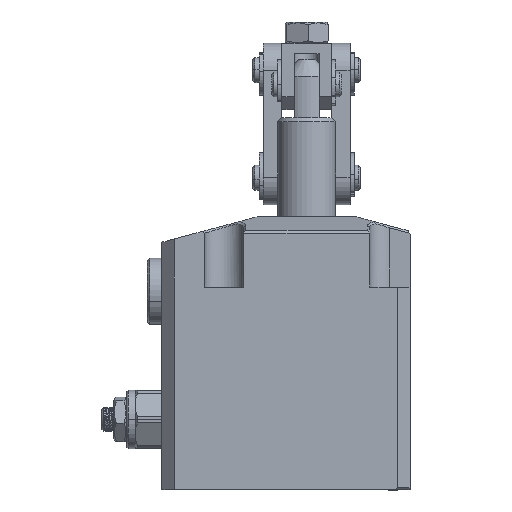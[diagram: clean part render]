
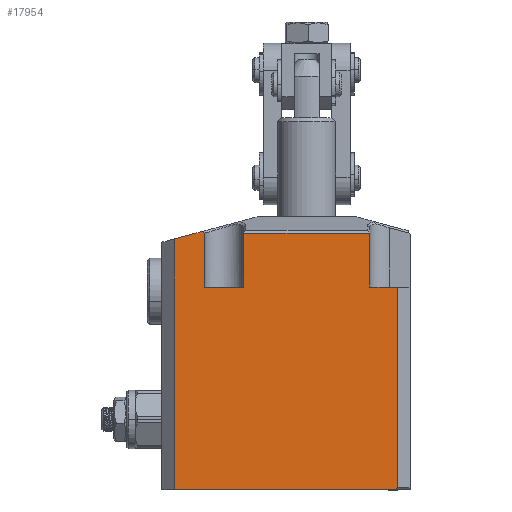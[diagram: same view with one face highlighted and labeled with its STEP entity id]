
A CAD part, top view. The second image highlights one B-rep face of the part: STEP entity #17954.
In plain terms, the highlighted planar face has unit normal (0, 0, 1).
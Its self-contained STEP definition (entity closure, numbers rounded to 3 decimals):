
#589 = EDGE_LOOP ( 'NONE', ( #754, #8303, #20563, #7158, #12765, #9645, #21068, #9744, #4815, #6404, #954, #8952, #18115, #15295 ) ) ;
#636 = EDGE_CURVE ( 'NONE', #17626, #6850, #20442, .T. ) ;
#692 = DIRECTION ( 'NONE',  ( 0., -1., 0. ) ) ;
#754 = ORIENTED_EDGE ( 'NONE', *, *, #11179, .T. ) ;
#954 = ORIENTED_EDGE ( 'NONE', *, *, #15221, .T. ) ;
#1633 = DIRECTION ( 'NONE',  ( 0.816, 0.577, 0. ) ) ;
#1776 = VECTOR ( 'NONE', #5841, 1000. ) ;
#2657 = VECTOR ( 'NONE', #11554, 1000. ) ;
#2734 = CARTESIAN_POINT ( 'NONE',  ( 399.833, 103.859, 25. ) ) ;
#3095 = DIRECTION ( 'NONE',  ( -0.695, -0.719, 0. ) ) ;
#3540 = VERTEX_POINT ( 'NONE', #20003 ) ;
#4257 = VECTOR ( 'NONE', #21907, 1000. ) ;
#4601 = LINE ( 'NONE', #12161, #21326 ) ;
#4753 = LINE ( 'NONE', #16562, #12417 ) ;
#4815 = ORIENTED_EDGE ( 'NONE', *, *, #12510, .T. ) ;
#4994 = CARTESIAN_POINT ( 'NONE',  ( 406.555, 117.302, 25. ) ) ;
#5044 = CARTESIAN_POINT ( 'NONE',  ( 416.583, 103.859, 25. ) ) ;
#5167 = LINE ( 'NONE', #13952, #12859 ) ;
#5574 = CARTESIAN_POINT ( 'NONE',  ( 416.6, 116.876, 25. ) ) ;
#5841 = DIRECTION ( 'NONE',  ( 0., -1., 0. ) ) ;
#5945 = EDGE_CURVE ( 'NONE', #20834, #6886, #18023, .T. ) ;
#6119 = EDGE_CURVE ( 'NONE', #14956, #3540, #4601, .T. ) ;
#6404 = ORIENTED_EDGE ( 'NONE', *, *, #6119, .T. ) ;
#6406 = DIRECTION ( 'NONE',  ( 0., 0., 1. ) ) ;
#6439 = CARTESIAN_POINT ( 'NONE',  ( 399.833, 115.5, 25. ) ) ;
#6560 = CARTESIAN_POINT ( 'NONE',  ( 447.083, 103.859, 25. ) ) ;
#6701 = DIRECTION ( 'NONE',  ( 0., 1., 0. ) ) ;
#6756 = EDGE_CURVE ( 'NONE', #19149, #14626, #19911, .T. ) ;
#6786 = CARTESIAN_POINT ( 'NONE',  ( 407.083, 103.859, 25. ) ) ;
#6850 = VERTEX_POINT ( 'NONE', #6786 ) ;
#6886 = VERTEX_POINT ( 'NONE', #17040 ) ;
#6977 = VERTEX_POINT ( 'NONE', #11923 ) ;
#7041 = EDGE_CURVE ( 'NONE', #20000, #22340, #10863, .T. ) ;
#7158 = ORIENTED_EDGE ( 'NONE', *, *, #636, .T. ) ;
#7571 = EDGE_CURVE ( 'NONE', #6977, #17092, #8665, .T. ) ;
#8303 = ORIENTED_EDGE ( 'NONE', *, *, #8766, .T. ) ;
#8665 = LINE ( 'NONE', #10821, #15207 ) ;
#8731 = VECTOR ( 'NONE', #11825, 1000. ) ;
#8766 = EDGE_CURVE ( 'NONE', #17438, #14541, #8883, .T. ) ;
#8883 = LINE ( 'NONE', #22165, #21778 ) ;
#8952 = ORIENTED_EDGE ( 'NONE', *, *, #6756, .T. ) ;
#9281 = LINE ( 'NONE', #12823, #9550 ) ;
#9550 = VECTOR ( 'NONE', #19705, 1000. ) ;
#9645 = ORIENTED_EDGE ( 'NONE', *, *, #5945, .F. ) ;
#9744 = ORIENTED_EDGE ( 'NONE', *, *, #7041, .T. ) ;
#10821 = CARTESIAN_POINT ( 'NONE',  ( 447.083, 116.858, 25. ) ) ;
#10863 = LINE ( 'NONE', #16416, #15233 ) ;
#11179 = EDGE_CURVE ( 'NONE', #17092, #17438, #22234, .T. ) ;
#11229 = LINE ( 'NONE', #14718, #1776 ) ;
#11554 = DIRECTION ( 'NONE',  ( 0.767, -0.642, 0. ) ) ;
#11757 = DIRECTION ( 'NONE',  ( -1., 0., 0. ) ) ;
#11825 = DIRECTION ( 'NONE',  ( 1., 0., 0. ) ) ;
#11923 = CARTESIAN_POINT ( 'NONE',  ( 447.083, 116.858, 25. ) ) ;
#11992 = AXIS2_PLACEMENT_3D ( 'NONE', #18751, #6406, #20510 ) ;
#11999 = DIRECTION ( 'NONE',  ( 0.966, 0.259, 0. ) ) ;
#12136 = CARTESIAN_POINT ( 'NONE',  ( 419.833, 120.859, 25. ) ) ;
#12161 = CARTESIAN_POINT ( 'NONE',  ( 453.126, 54.859, 25. ) ) ;
#12417 = VECTOR ( 'NONE', #18321, 1000. ) ;
#12510 = EDGE_CURVE ( 'NONE', #22340, #14956, #22750, .T. ) ;
#12709 = DIRECTION ( 'NONE',  ( -0.695, 0.719, 0. ) ) ;
#12765 = ORIENTED_EDGE ( 'NONE', *, *, #19460, .T. ) ;
#12823 = CARTESIAN_POINT ( 'NONE',  ( 447.083, 54.859, 25. ) ) ;
#12859 = VECTOR ( 'NONE', #6701, 1000. ) ;
#13489 = EDGE_CURVE ( 'NONE', #14626, #6977, #9281, .T. ) ;
#13583 = DIRECTION ( 'NONE',  ( -1., 0., 0. ) ) ;
#13899 = CARTESIAN_POINT ( 'NONE',  ( 447.066, 116.876, 25. ) ) ;
#13913 = EDGE_CURVE ( 'NONE', #20000, #20834, #16921, .T. ) ;
#13952 = CARTESIAN_POINT ( 'NONE',  ( 407.083, 54.859, 25. ) ) ;
#14541 = VERTEX_POINT ( 'NONE', #20205 ) ;
#14626 = VERTEX_POINT ( 'NONE', #6560 ) ;
#14718 = CARTESIAN_POINT ( 'NONE',  ( 416.583, 54.859, 25. ) ) ;
#14956 = VERTEX_POINT ( 'NONE', #17844 ) ;
#15207 = VECTOR ( 'NONE', #12709, 1000. ) ;
#15221 = EDGE_CURVE ( 'NONE', #3540, #19149, #4753, .T. ) ;
#15233 = VECTOR ( 'NONE', #692, 1000. ) ;
#15295 = ORIENTED_EDGE ( 'NONE', *, *, #7571, .T. ) ;
#15498 = CARTESIAN_POINT ( 'NONE',  ( 399.833, 116.876, 25. ) ) ;
#15771 = VECTOR ( 'NONE', #11757, 1000. ) ;
#15902 = CARTESIAN_POINT ( 'NONE',  ( 399.833, 54.859, 25. ) ) ;
#16175 = CARTESIAN_POINT ( 'NONE',  ( 453.833, 103.859, 25. ) ) ;
#16416 = CARTESIAN_POINT ( 'NONE',  ( 399.833, 54.859, 25. ) ) ;
#16562 = CARTESIAN_POINT ( 'NONE',  ( 453.833, 54.859, 25. ) ) ;
#16906 = PLANE ( 'NONE',  #11992 ) ;
#16921 = LINE ( 'NONE', #12136, #17744 ) ;
#17040 = CARTESIAN_POINT ( 'NONE',  ( 407.083, 116.86, 25. ) ) ;
#17092 = VERTEX_POINT ( 'NONE', #13899 ) ;
#17438 = VERTEX_POINT ( 'NONE', #5574 ) ;
#17626 = VERTEX_POINT ( 'NONE', #5044 ) ;
#17744 = VECTOR ( 'NONE', #11999, 1000. ) ;
#17794 = VECTOR ( 'NONE', #13583, 1000. ) ;
#17844 = CARTESIAN_POINT ( 'NONE',  ( 453.126, 54.859, 25. ) ) ;
#17954 = ADVANCED_FACE ( 'NONE', ( #18682 ), #16906, .T. ) ;
#18023 = LINE ( 'NONE', #18456, #2657 ) ;
#18115 = ORIENTED_EDGE ( 'NONE', *, *, #13489, .T. ) ;
#18321 = DIRECTION ( 'NONE',  ( 0., 1., 0. ) ) ;
#18456 = CARTESIAN_POINT ( 'NONE',  ( 407.083, 116.86, 25. ) ) ;
#18682 = FACE_OUTER_BOUND ( 'NONE', #589, .T. ) ;
#18751 = CARTESIAN_POINT ( 'NONE',  ( 399.833, 54.859, 25. ) ) ;
#19149 = VERTEX_POINT ( 'NONE', #16175 ) ;
#19309 = EDGE_CURVE ( 'NONE', #14541, #17626, #11229, .T. ) ;
#19460 = EDGE_CURVE ( 'NONE', #6850, #6886, #5167, .T. ) ;
#19705 = DIRECTION ( 'NONE',  ( 0., 1., 0. ) ) ;
#19911 = LINE ( 'NONE', #2734, #4257 ) ;
#20000 = VERTEX_POINT ( 'NONE', #6439 ) ;
#20003 = CARTESIAN_POINT ( 'NONE',  ( 453.833, 55.359, 25. ) ) ;
#20205 = CARTESIAN_POINT ( 'NONE',  ( 416.583, 116.858, 25. ) ) ;
#20442 = LINE ( 'NONE', #20564, #15771 ) ;
#20476 = CARTESIAN_POINT ( 'NONE',  ( 456.833, 54.859, 25. ) ) ;
#20510 = DIRECTION ( 'NONE',  ( 1., 0., 0. ) ) ;
#20563 = ORIENTED_EDGE ( 'NONE', *, *, #19309, .T. ) ;
#20564 = CARTESIAN_POINT ( 'NONE',  ( 399.833, 103.859, 25. ) ) ;
#20834 = VERTEX_POINT ( 'NONE', #4994 ) ;
#21068 = ORIENTED_EDGE ( 'NONE', *, *, #13913, .F. ) ;
#21326 = VECTOR ( 'NONE', #1633, 1000. ) ;
#21778 = VECTOR ( 'NONE', #3095, 1000. ) ;
#21907 = DIRECTION ( 'NONE',  ( -1., 0., 0. ) ) ;
#22165 = CARTESIAN_POINT ( 'NONE',  ( 416.6, 116.876, 25. ) ) ;
#22234 = LINE ( 'NONE', #15498, #17794 ) ;
#22340 = VERTEX_POINT ( 'NONE', #15902 ) ;
#22750 = LINE ( 'NONE', #20476, #8731 ) ;
